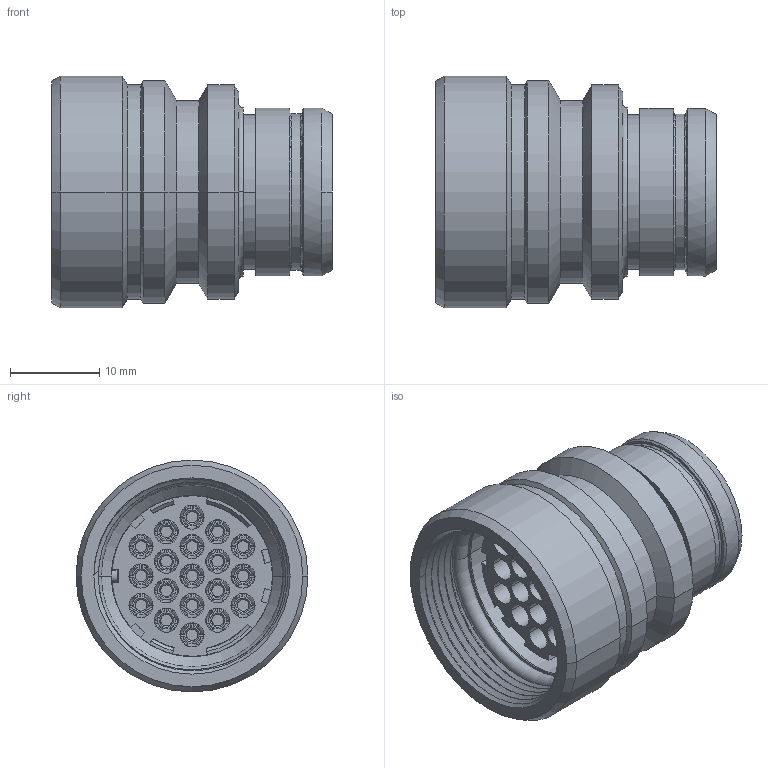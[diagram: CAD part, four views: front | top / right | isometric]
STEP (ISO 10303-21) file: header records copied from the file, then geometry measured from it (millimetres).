
FILE_DESCRIPTION((''),'2;1');
FILE_NAME('1332P319FS','2024-07-30T15:36:15',('paultorloting'),('NET AG system integration'),'CREO PARAMETRIC BY PTC INC, 2021404','CREO PARAMETRIC BY PTC INC, 2021404','');
FILE_SCHEMA(('AUTOMOTIVE_DESIGN { 1 0 10303 214 1 1 1 1 }'));
Length unit declared in the file: millimetre
Products named in the file (1): 1332P319FS
Bounding box: 31.5 x 26 x 26 mm (x, y, z)
Volume: 7735.6 mm3; surface area: 12526.5 mm2
Topology: 1 solids, 1 shells, 2868 faces, 7509 edges, 4721 vertices
Faces by surface type: plane 1357, cylinder 868, torus 247, cone 183, bspline 137, extrusion 76
Entity records: 117563 total; most frequent: CARTESIAN_POINT 30128, ORIENTED_EDGE 15018, DIRECTION 14122, EDGE_CURVE 7509, AXIS2_PLACEMENT_3D 5181, VERTEX_POINT 4721, VECTOR 3757, LINE 3681
